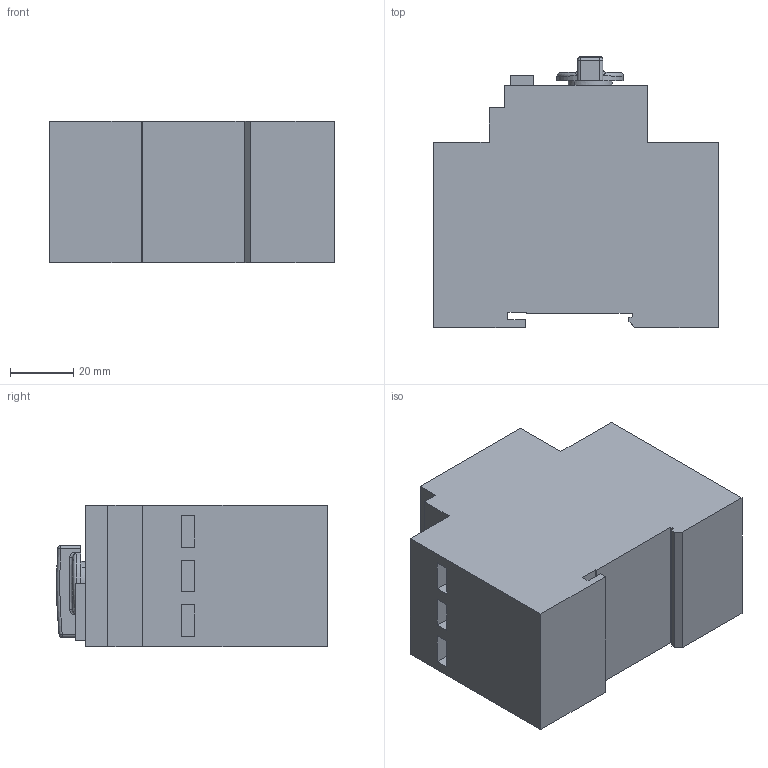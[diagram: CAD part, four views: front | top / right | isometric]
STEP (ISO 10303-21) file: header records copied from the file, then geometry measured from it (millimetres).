
FILE_DESCRIPTION((''),'2;1');
FILE_NAME('ASM0002_ASM','2012-09-07T',('phug'),('Rockwell Automation'),'PRO/ENGINEER BY PARAMETRIC TECHNOLOGY CORPORATION, 2010140','PRO/ENGINEER BY PARAMETRIC TECHNOLOGY CORPORATION, 2010140','');
FILE_SCHEMA(('CONFIG_CONTROL_DESIGN'));
Length unit declared in the file: millimetre
Products named in the file (9): PRT0002; PRT0003; PRT0004; PRT0005; PRT0006; PRT0007; PRT0008; ASM0003_ASM; ASM0002_ASM
Assembly tree (8 placements, depth 3):
  ASM0002_ASM
    ASM0003_ASM
      PRT0002
      PRT0003
      PRT0004
      PRT0005
      PRT0006
      PRT0007
      PRT0008
Bounding box: 89.9 x 85.54 x 44.7 mm (x, y, z)
Volume: 262385.7 mm3; surface area: 33104.1 mm2
Topology: 7 solids, 7 shells, 210 faces, 549 edges, 354 vertices
Faces by surface type: plane 147, torus 18, bspline 16, extrusion 14, cylinder 9, sphere 6
Entity records: 9566 total; most frequent: CARTESIAN_POINT 4441, ORIENTED_EDGE 1082, DIRECTION 897, EDGE_CURVE 541, VECTOR 377, LINE 363, VERTEX_POINT 354, AXIS2_PLACEMENT_3D 260
